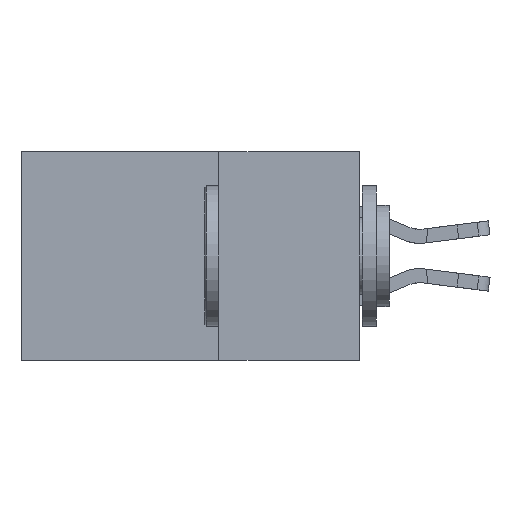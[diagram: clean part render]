
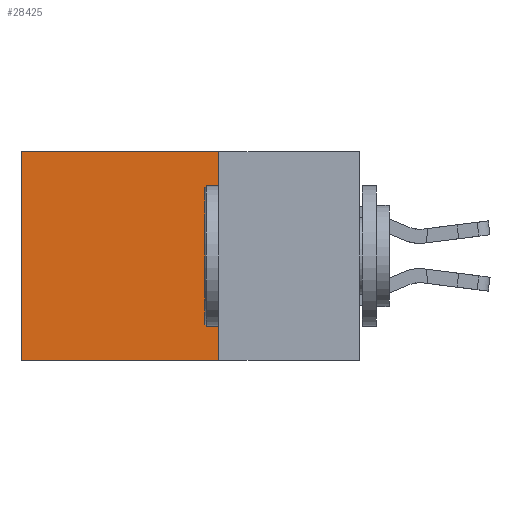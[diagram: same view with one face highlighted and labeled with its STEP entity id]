
A CAD part, left-side view. The second image highlights one B-rep face of the part: STEP entity #28425.
In plain terms, the highlighted planar face has unit normal (-1, 0, 0).
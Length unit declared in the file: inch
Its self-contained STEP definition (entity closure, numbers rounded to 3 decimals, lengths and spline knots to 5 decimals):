
#1270 = CARTESIAN_POINT ( 'NONE',  ( 0.2875, 0.25, 0. ) ) ;
#1672 = EDGE_CURVE ( 'NONE', #18126, #22537, #31205, .T. ) ;
#1737 = VERTEX_POINT ( 'NONE', #9487 ) ;
#2131 = FACE_OUTER_BOUND ( 'NONE', #22896, .T. ) ;
#2870 = CARTESIAN_POINT ( 'NONE',  ( 0.2875, 0.25, 0. ) ) ;
#2969 = CARTESIAN_POINT ( 'NONE',  ( 0.2875, 0.25, -0.37 ) ) ;
#5190 = VECTOR ( 'NONE', #27970, 39.37008 ) ;
#5471 = VERTEX_POINT ( 'NONE', #2870 ) ;
#5877 = LINE ( 'NONE', #1270, #24791 ) ;
#6043 = VECTOR ( 'NONE', #25322, 39.37008 ) ;
#7712 = EDGE_CURVE ( 'NONE', #1737, #22537, #14127, .T. ) ;
#9216 = CARTESIAN_POINT ( 'NONE',  ( 0.2875, 0.25, -0.37 ) ) ;
#9487 = CARTESIAN_POINT ( 'NONE',  ( 0.2875, 0.6, 0. ) ) ;
#10518 = DIRECTION ( 'NONE',  ( 0., 0., -1. ) ) ;
#12552 = CARTESIAN_POINT ( 'NONE',  ( 0.2875, 0.25, 0. ) ) ;
#13377 = DIRECTION ( 'NONE',  ( 0., 0., -1. ) ) ;
#14127 = LINE ( 'NONE', #20160, #17249 ) ;
#15767 = AXIS2_PLACEMENT_3D ( 'NONE', #12552, #22490, #13377 ) ;
#16791 = LINE ( 'NONE', #22935, #5190 ) ;
#17220 = EDGE_CURVE ( 'NONE', #5471, #18126, #16791, .T. ) ;
#17249 = VECTOR ( 'NONE', #10518, 39.37008 ) ;
#17925 = ORIENTED_EDGE ( 'NONE', *, *, #1672, .F. ) ;
#18113 = DIRECTION ( 'NONE',  ( 0., 1., 0. ) ) ;
#18126 = VERTEX_POINT ( 'NONE', #2969 ) ;
#20160 = CARTESIAN_POINT ( 'NONE',  ( 0.2875, 0.6, 0. ) ) ;
#22490 = DIRECTION ( 'NONE',  ( 1., 0., 0. ) ) ;
#22537 = VERTEX_POINT ( 'NONE', #25752 ) ;
#22544 = ORIENTED_EDGE ( 'NONE', *, *, #24209, .T. ) ;
#22896 = EDGE_LOOP ( 'NONE', ( #29961, #17925, #25825, #22544 ) ) ;
#22935 = CARTESIAN_POINT ( 'NONE',  ( 0.2875, 0.25, 0. ) ) ;
#24209 = EDGE_CURVE ( 'NONE', #5471, #1737, #5877, .T. ) ;
#24791 = VECTOR ( 'NONE', #18113, 39.37008 ) ;
#25031 = PLANE ( 'NONE',  #15767 ) ;
#25322 = DIRECTION ( 'NONE',  ( 0., 1., 0. ) ) ;
#25752 = CARTESIAN_POINT ( 'NONE',  ( 0.2875, 0.6, -0.37 ) ) ;
#25825 = ORIENTED_EDGE ( 'NONE', *, *, #17220, .F. ) ;
#27970 = DIRECTION ( 'NONE',  ( 0., 0., -1. ) ) ;
#28425 = ADVANCED_FACE ( 'NONE', ( #2131 ), #25031, .F. ) ;
#29961 = ORIENTED_EDGE ( 'NONE', *, *, #7712, .T. ) ;
#31205 = LINE ( 'NONE', #9216, #6043 ) ;
